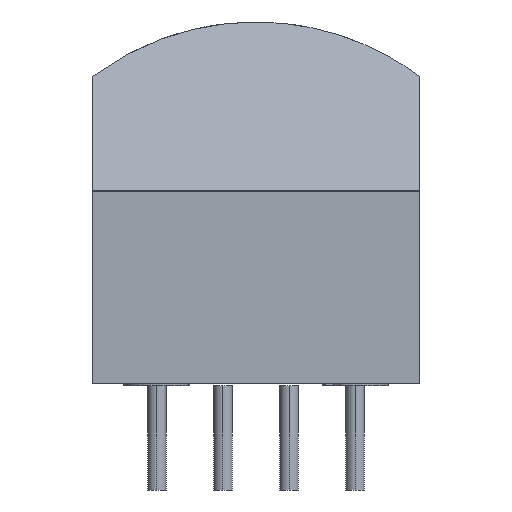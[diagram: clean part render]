
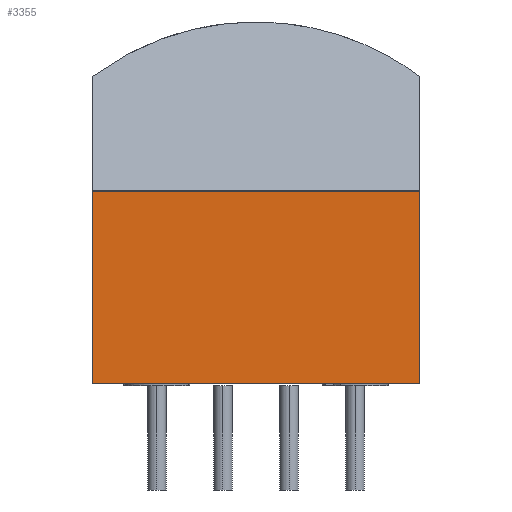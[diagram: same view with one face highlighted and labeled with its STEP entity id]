
A CAD part, left-side view. The second image highlights one B-rep face of the part: STEP entity #3355.
In plain terms, the highlighted planar face has unit normal (-1, 0, 0).
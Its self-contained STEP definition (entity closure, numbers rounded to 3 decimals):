
#3237=CARTESIAN_POINT('',(-6.6,6.3,7.5));
#3238=VERTEX_POINT('',#3237);
#3255=CARTESIAN_POINT('',(-6.6,6.3,0.1));
#3256=VERTEX_POINT('',#3255);
#3263=CARTESIAN_POINT('',(-6.6,6.3,0.1));
#3264=DIRECTION('',(0.0,0.0,1.0));
#3265=VECTOR('',#3264,7.4);
#3266=LINE('',#3263,#3265);
#3267=EDGE_CURVE('',#3256,#3238,#3266,.T.);
#3308=CARTESIAN_POINT('',(-6.6,-6.3,7.5));
#3309=VERTEX_POINT('',#3308);
#3316=CARTESIAN_POINT('',(-6.6,-6.3,0.1));
#3317=VERTEX_POINT('',#3316);
#3318=CARTESIAN_POINT('',(-6.6,-6.3,0.1));
#3319=DIRECTION('',(0.0,0.0,1.0));
#3320=VECTOR('',#3319,7.4);
#3321=LINE('',#3318,#3320);
#3322=EDGE_CURVE('',#3317,#3309,#3321,.T.);
#3334=CARTESIAN_POINT('',(-6.6,-6.3,0.1));
#3335=DIRECTION('',(-1.0,0.0,0.0));
#3336=DIRECTION('',(0.0,0.0,1.0));
#3337=AXIS2_PLACEMENT_3D('',#3334,#3335,#3336);
#3338=PLANE('',#3337);
#3339=CARTESIAN_POINT('',(-6.6,-6.3,7.5));
#3340=DIRECTION('',(0.0,1.0,0.0));
#3341=VECTOR('',#3340,12.6);
#3342=LINE('',#3339,#3341);
#3343=EDGE_CURVE('',#3309,#3238,#3342,.T.);
#3344=ORIENTED_EDGE('',*,*,#3343,.T.);
#3345=ORIENTED_EDGE('',*,*,#3267,.F.);
#3346=CARTESIAN_POINT('',(-6.6,-6.3,0.1));
#3347=DIRECTION('',(0.0,1.0,0.0));
#3348=VECTOR('',#3347,12.6);
#3349=LINE('',#3346,#3348);
#3350=EDGE_CURVE('',#3317,#3256,#3349,.T.);
#3351=ORIENTED_EDGE('',*,*,#3350,.F.);
#3352=ORIENTED_EDGE('',*,*,#3322,.T.);
#3353=EDGE_LOOP('',(#3344,#3345,#3351,#3352));
#3354=FACE_OUTER_BOUND('',#3353,.T.);
#3355=ADVANCED_FACE('',(#3354),#3338,.T.);
